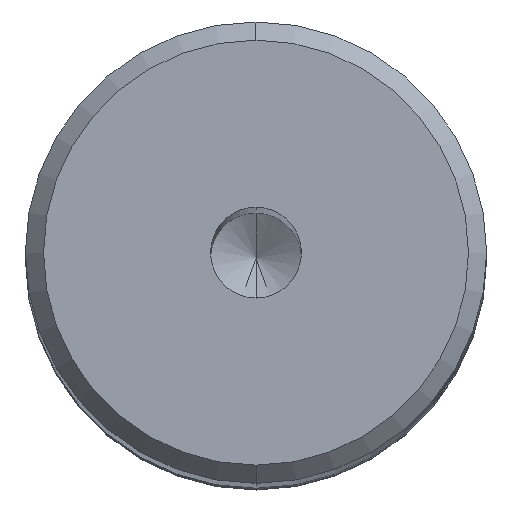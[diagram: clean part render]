
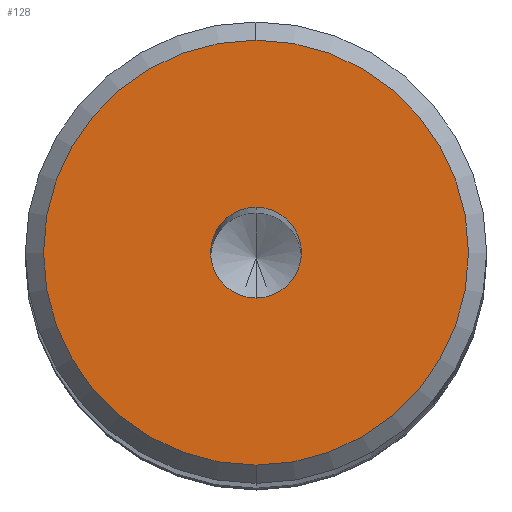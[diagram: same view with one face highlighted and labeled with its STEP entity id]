
A CAD part, top view. The second image highlights one B-rep face of the part: STEP entity #128.
In plain terms, the highlighted planar face has unit normal (0, 0, 1).
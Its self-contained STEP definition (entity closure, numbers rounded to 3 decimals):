
#55=PLANE('',#973);
#62=FACE_BOUND('',#253,.T.);
#63=FACE_BOUND('',#254,.T.);
#128=ADVANCED_FACE('',(#62,#63),#55,.F.);
#253=EDGE_LOOP('',(#511,#512));
#254=EDGE_LOOP('',(#513,#514));
#511=ORIENTED_EDGE('',*,*,#699,.F.);
#512=ORIENTED_EDGE('',*,*,#700,.F.);
#513=ORIENTED_EDGE('',*,*,#701,.F.);
#514=ORIENTED_EDGE('',*,*,#702,.F.);
#593=VERTEX_POINT('',#1649);
#594=VERTEX_POINT('',#1651);
#595=VERTEX_POINT('',#1656);
#596=VERTEX_POINT('',#1657);
#699=EDGE_CURVE('',#594,#593,#783,.T.);
#700=EDGE_CURVE('',#593,#594,#784,.T.);
#701=EDGE_CURVE('',#595,#596,#785,.T.);
#702=EDGE_CURVE('',#596,#595,#786,.T.);
#783=CIRCLE('',#968,11.7);
#784=CIRCLE('',#970,11.7);
#785=CIRCLE('',#971,2.5);
#786=CIRCLE('',#972,2.5);
#968=AXIS2_PLACEMENT_3D('',#1652,#1261,#1262);
#970=AXIS2_PLACEMENT_3D('',#1654,#1265,#1266);
#971=AXIS2_PLACEMENT_3D('',#1655,#1267,#1268);
#972=AXIS2_PLACEMENT_3D('',#1658,#1269,#1270);
#973=AXIS2_PLACEMENT_3D('',#1659,#1271,#1272);
#1261=DIRECTION('',(0.,0.,-1.));
#1262=DIRECTION('',(0.,1.,0.));
#1265=DIRECTION('',(0.,0.,-1.));
#1266=DIRECTION('',(0.,-1.,0.));
#1267=DIRECTION('',(0.,0.,1.));
#1268=DIRECTION('',(0.,-1.,0.));
#1269=DIRECTION('',(0.,0.,1.));
#1270=DIRECTION('',(0.,1.,0.));
#1271=DIRECTION('',(0.,0.,-1.));
#1272=DIRECTION('',(0.,-1.,0.));
#1649=CARTESIAN_POINT('',(0.,-11.7,0.));
#1651=CARTESIAN_POINT('',(0.,11.7,0.));
#1652=CARTESIAN_POINT('',(0.,0.,0.));
#1654=CARTESIAN_POINT('',(0.,0.,0.));
#1655=CARTESIAN_POINT('',(0.,0.,0.));
#1656=CARTESIAN_POINT('',(0.,-2.5,0.));
#1657=CARTESIAN_POINT('',(0.,2.5,0.));
#1658=CARTESIAN_POINT('',(0.,0.,0.));
#1659=CARTESIAN_POINT('',(0.,0.,0.));
